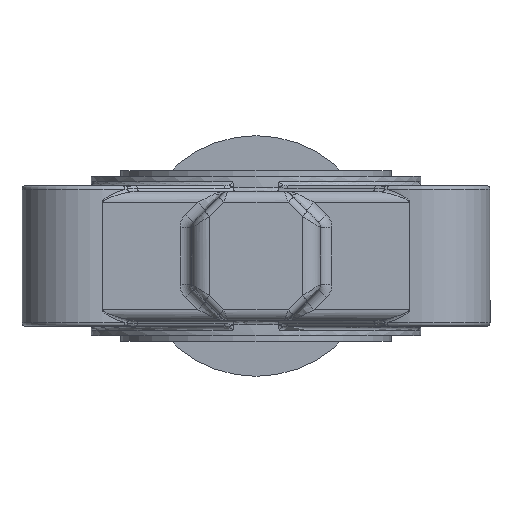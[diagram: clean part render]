
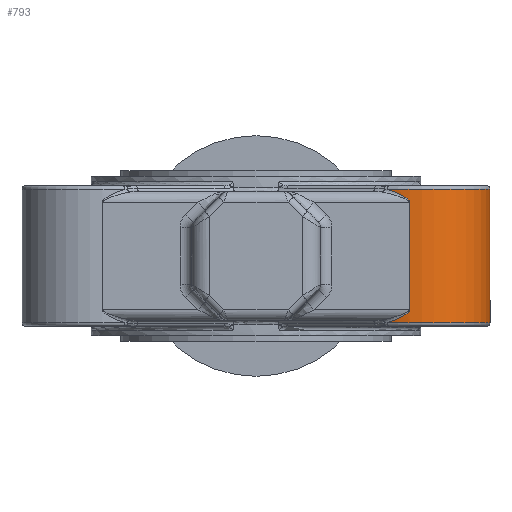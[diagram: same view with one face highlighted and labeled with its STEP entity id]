
A CAD part, front view. The second image highlights one B-rep face of the part: STEP entity #793.
In plain terms, the highlighted cylindrical face has radius 19 mm (diameter 38 mm), a partial arc.
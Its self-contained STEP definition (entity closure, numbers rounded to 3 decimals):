
#269=CYLINDRICAL_SURFACE('',#6166,19.);
#533=B_SPLINE_CURVE_WITH_KNOTS('',3,(#8965,#8966,#8967,#8968,#8969,#8970,
#8971,#8972,#8973,#8974),.UNSPECIFIED.,.F.,.F.,(4,2,2,2,4),(0.,0.125,
0.25,0.5,1.),.UNSPECIFIED.);
#534=B_SPLINE_CURVE_WITH_KNOTS('',3,(#8983,#8984,#8985,#8986,#8987,#8988,
#8989,#8990,#8991,#8992),.UNSPECIFIED.,.F.,.F.,(4,2,2,2,4),(0.,0.5,
0.75,0.875,1.),.UNSPECIFIED.);
#793=ADVANCED_FACE('',(#1296),#269,.T.);
#1296=FACE_OUTER_BOUND('',#1637,.T.);
#1637=EDGE_LOOP('',(#2782,#2783,#2784,#2785,#2786,#2787));
#2180=LINE('',#8979,#2448);
#2181=LINE('',#8994,#2449);
#2448=VECTOR('',#7068,1.);
#2449=VECTOR('',#7071,1.);
#2782=ORIENTED_EDGE('',*,*,#5027,.T.);
#2783=ORIENTED_EDGE('',*,*,#5028,.T.);
#2784=ORIENTED_EDGE('',*,*,#5029,.T.);
#2785=ORIENTED_EDGE('',*,*,#5030,.T.);
#2786=ORIENTED_EDGE('',*,*,#5031,.T.);
#2787=ORIENTED_EDGE('',*,*,#5032,.T.);
#4494=VERTEX_POINT('',#8975);
#4495=VERTEX_POINT('',#8976);
#4496=VERTEX_POINT('',#8978);
#4497=VERTEX_POINT('',#8980);
#4498=VERTEX_POINT('',#8982);
#4499=VERTEX_POINT('',#8993);
#5027=EDGE_CURVE('',#4494,#4495,#533,.T.);
#5028=EDGE_CURVE('',#4495,#4496,#5753,.T.);
#5029=EDGE_CURVE('',#4496,#4497,#2180,.T.);
#5030=EDGE_CURVE('',#4497,#4498,#5754,.T.);
#5031=EDGE_CURVE('',#4498,#4499,#534,.T.);
#5032=EDGE_CURVE('',#4499,#4494,#2181,.T.);
#5753=CIRCLE('',#6164,19.);
#5754=CIRCLE('',#6165,19.);
#6164=AXIS2_PLACEMENT_3D('',#8977,#7066,#7067);
#6165=AXIS2_PLACEMENT_3D('',#8981,#7069,#7070);
#6166=AXIS2_PLACEMENT_3D('',#8995,#7072,#7073);
#7066=DIRECTION('',(0.,0.,1.));
#7067=DIRECTION('',(1.,0.,0.));
#7068=DIRECTION('',(0.,0.,1.));
#7069=DIRECTION('',(0.,0.,-1.));
#7070=DIRECTION('',(1.,0.,0.));
#7071=DIRECTION('',(0.,0.,-1.));
#7072=DIRECTION('',(0.,0.,1.));
#7073=DIRECTION('',(1.,0.,0.));
#8965=CARTESIAN_POINT('',(41.553,-63.01,-14.5));
#8966=CARTESIAN_POINT('',(41.553,-63.01,-14.82));
#8967=CARTESIAN_POINT('',(41.308,-62.975,-15.077));
#8968=CARTESIAN_POINT('',(40.837,-62.897,-15.491));
#8969=CARTESIAN_POINT('',(40.576,-62.849,-15.666));
#8970=CARTESIAN_POINT('',(39.784,-62.683,-16.16));
#8971=CARTESIAN_POINT('',(39.232,-62.544,-16.445));
#8972=CARTESIAN_POINT('',(37.589,-62.046,-17.237));
#8973=CARTESIAN_POINT('',(36.502,-61.61,-17.674));
#8974=CARTESIAN_POINT('',(35.425,-61.049,-18.));
#8975=CARTESIAN_POINT('',(41.553,-63.01,-14.5));
#8976=CARTESIAN_POINT('',(35.425,-61.049,-18.));
#8977=CARTESIAN_POINT('',(44.194,-44.194,-18.));
#8978=CARTESIAN_POINT('',(60.649,-34.694,-18.));
#8979=CARTESIAN_POINT('',(60.649,-34.694,-19.));
#8980=CARTESIAN_POINT('',(60.649,-34.694,18.));
#8981=CARTESIAN_POINT('',(44.194,-44.194,18.));
#8982=CARTESIAN_POINT('',(35.425,-61.049,18.));
#8983=CARTESIAN_POINT('',(35.425,-61.049,18.));
#8984=CARTESIAN_POINT('',(36.501,-61.609,17.674));
#8985=CARTESIAN_POINT('',(37.603,-62.051,17.23));
#8986=CARTESIAN_POINT('',(39.24,-62.546,16.441));
#8987=CARTESIAN_POINT('',(39.783,-62.683,16.16));
#8988=CARTESIAN_POINT('',(40.572,-62.848,15.669));
#8989=CARTESIAN_POINT('',(40.834,-62.896,15.493));
#8990=CARTESIAN_POINT('',(41.306,-62.975,15.08));
#8991=CARTESIAN_POINT('',(41.553,-63.01,14.823));
#8992=CARTESIAN_POINT('',(41.553,-63.01,14.5));
#8993=CARTESIAN_POINT('',(41.553,-63.01,14.5));
#8994=CARTESIAN_POINT('',(41.553,-63.01,-19.));
#8995=CARTESIAN_POINT('',(44.194,-44.194,-19.));
